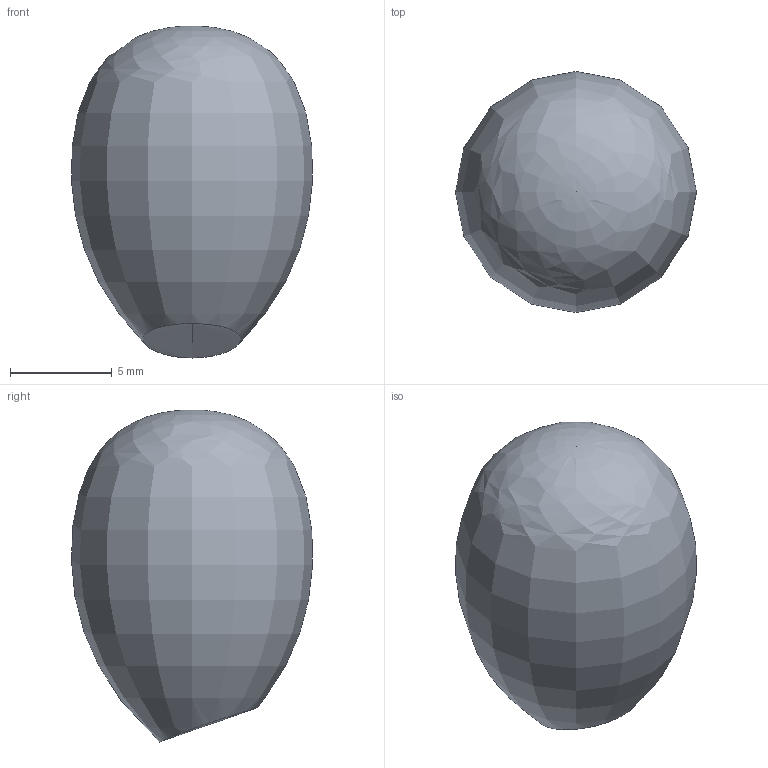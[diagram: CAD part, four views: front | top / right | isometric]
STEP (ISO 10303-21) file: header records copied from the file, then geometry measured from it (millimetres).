
FILE_DESCRIPTION(/* description */ (''),/* implementation_level */ '2;1');
FILE_NAME(/* name */ '',/* time_stamp */ '2023-01-30T22:49:09+08:00',/* author */ (''),/* organization */ (''),/* preprocessor_version */ 'ST-DEVELOPER v19.2',/* originating_system */ 'Autodesk Translation Framework v11.17.0.187',/* authorisation */ '');
FILE_SCHEMA (('AUTOMOTIVE_DESIGN { 1 0 10303 214 3 1 1 }'));
Length unit declared in the file: millimetre
Products named in the file (1): 兔尾巴
Bounding box: 11.82 x 11.83 x 16.29 mm (x, y, z)
Volume: 1210.7 mm3; surface area: 561.1 mm2
Topology: 1 solids, 1 shells, 3 faces, 6 edges, 4 vertices
Faces by surface type: bspline 3
Entity records: 720 total; most frequent: CARTESIAN_POINT 639, ORIENTED_EDGE 10, EDGE_CURVE 5, B_SPLINE_CURVE_WITH_KNOTS 4, VERTEX_POINT 4, FACE_OUTER_BOUND 3, EDGE_LOOP 3, ADVANCED_FACE 3
